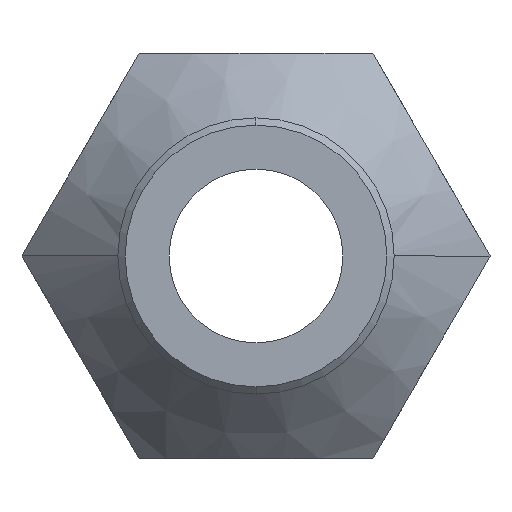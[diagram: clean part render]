
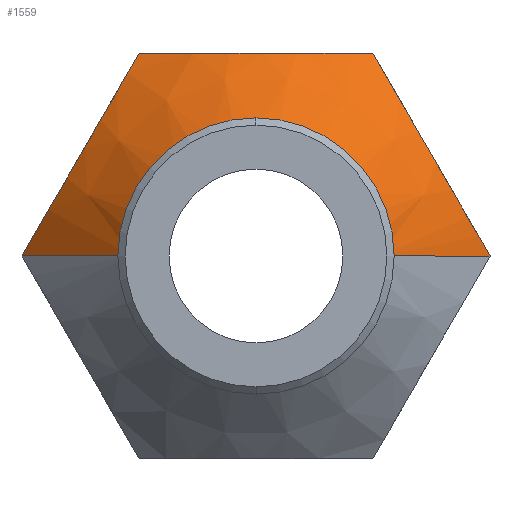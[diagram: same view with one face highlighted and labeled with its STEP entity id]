
A CAD part, front view. The second image highlights one B-rep face of the part: STEP entity #1559.
In plain terms, the highlighted conical face has half-angle 45 degrees and reference radius 4.3 mm.
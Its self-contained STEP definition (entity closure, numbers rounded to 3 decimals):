
#7 = CARTESIAN_POINT ( 'NONE',  ( -6.772, -13.266, 2.27 ) ) ;
#46 = CARTESIAN_POINT ( 'NONE',  ( -2.753, -12.884, 7. ) ) ;
#73 = CARTESIAN_POINT ( 'NONE',  ( -4.3, -16.1, 0. ) ) ;
#97 = CARTESIAN_POINT ( 'NONE',  ( -4.359, -12.635, 6.45 ) ) ;
#103 = CARTESIAN_POINT ( 'NONE',  ( -5.717, -13.401, 4.098 ) ) ;
#128 = ORIENTED_EDGE ( 'NONE', *, *, #1444, .F. ) ;
#134 = CARTESIAN_POINT ( 'NONE',  ( -8.083, -12.317, 0. ) ) ;
#155 = DIRECTION ( 'NONE',  ( 0.707, 0.707, 0. ) ) ;
#166 = CARTESIAN_POINT ( 'NONE',  ( -4.041, -12.317, 7. ) ) ;
#168 = B_SPLINE_CURVE_WITH_KNOTS ( 'NONE', 3,
 ( #1471, #1392, #675, #806, #7, #608, #843, #103, #655, #1363, #97, #836 ),
 .UNSPECIFIED., .F., .F.,
 ( 4, 2, 2, 2, 2, 4 ),
 ( 0., 0.002, 0.003, 0.004, 0.006, 0.008 ),
 .UNSPECIFIED. ) ;
#190 = DIRECTION ( 'NONE',  ( 0., -1., 0. ) ) ;
#197 = CARTESIAN_POINT ( 'NONE',  ( 3.729, -12.473, 7. ) ) ;
#198 = CARTESIAN_POINT ( 'NONE',  ( -1.401, -13.269, 7. ) ) ;
#207 = DIRECTION ( 'NONE',  ( 1., 0., 0. ) ) ;
#208 = CARTESIAN_POINT ( 'NONE',  ( 0., -16.1, 4.3 ) ) ;
#221 = VERTEX_POINT ( 'NONE', #1715 ) ;
#234 = CARTESIAN_POINT ( 'NONE',  ( 4.68, -12.901, 5.894 ) ) ;
#329 = VERTEX_POINT ( 'NONE', #690 ) ;
#334 = LINE ( 'NONE', #860, #1056 ) ;
#339 = VERTEX_POINT ( 'NONE', #208 ) ;
#342 = EDGE_CURVE ( 'NONE', #1365, #345, #684, .T. ) ;
#345 = VERTEX_POINT ( 'NONE', #1058 ) ;
#375 = CARTESIAN_POINT ( 'NONE',  ( 0., -16.1, 0. ) ) ;
#400 = CARTESIAN_POINT ( 'NONE',  ( 0., -16.1, 0. ) ) ;
#401 = DIRECTION ( 'NONE',  ( 0., 1., 0. ) ) ;
#419 = CARTESIAN_POINT ( 'NONE',  ( 5.182, -13.189, 5.025 ) ) ;
#443 = EDGE_CURVE ( 'NONE', #339, #221, #678, .T. ) ;
#564 = LINE ( 'NONE', #73, #759 ) ;
#574 = B_SPLINE_CURVE_WITH_KNOTS ( 'NONE', 3,
 ( #1169, #580, #234, #419, #1296, #1439, #1108, #931, #994, #1436, #1257, #1486 ),
 .UNSPECIFIED., .F., .F.,
 ( 4, 2, 2, 2, 2, 4 ),
 ( 0., 0.002, 0.003, 0.004, 0.006, 0.008 ),
 .UNSPECIFIED. ) ;
#580 = CARTESIAN_POINT ( 'NONE',  ( 4.357, -12.633, 6.453 ) ) ;
#608 = CARTESIAN_POINT ( 'NONE',  ( -6.425, -13.371, 2.872 ) ) ;
#618 = CARTESIAN_POINT ( 'NONE',  ( 0., -16.1, 0. ) ) ;
#633 = DIRECTION ( 'NONE',  ( -0.707, 0.707, 0. ) ) ;
#655 = CARTESIAN_POINT ( 'NONE',  ( -5.37, -13.295, 4.699 ) ) ;
#658 = ORIENTED_EDGE ( 'NONE', *, *, #695, .F. ) ;
#675 = CARTESIAN_POINT ( 'NONE',  ( -7.444, -12.901, 1.106 ) ) ;
#678 = CIRCLE ( 'NONE', #1221, 4.3 ) ;
#684 = B_SPLINE_CURVE_WITH_KNOTS ( 'NONE', 3,
 ( #166, #1557, #1386, #46, #1190, #1104, #198, #1404, #710, #1414, #1093, #1373, #1641, #1725, #197, #1198 ),
 .UNSPECIFIED., .F., .F.,
 ( 4, 2, 2, 2, 2, 2, 2, 4 ),
 ( 0.005, 0.006, 0.007, 0.008, 0.009, 0.011, 0.012, 0.013 ),
 .UNSPECIFIED. ) ;
#690 = CARTESIAN_POINT ( 'NONE',  ( 8.083, -12.317, 0. ) ) ;
#695 = EDGE_CURVE ( 'NONE', #345, #329, #574, .T. ) ;
#710 = CARTESIAN_POINT ( 'NONE',  ( -0.355, -13.4, 7. ) ) ;
#711 = EDGE_LOOP ( 'NONE', ( #1165, #1683, #658, #975, #1107, #128, #1047 ) ) ;
#759 = VECTOR ( 'NONE', #633, 1000. ) ;
#806 = CARTESIAN_POINT ( 'NONE',  ( -6.943, -13.189, 1.975 ) ) ;
#836 = CARTESIAN_POINT ( 'NONE',  ( -4.041, -12.317, 7. ) ) ;
#843 = CARTESIAN_POINT ( 'NONE',  ( -6.246, -13.399, 3.182 ) ) ;
#849 = DIRECTION ( 'NONE',  ( 1., 0., 0. ) ) ;
#851 = VERTEX_POINT ( 'NONE', #1205 ) ;
#860 = CARTESIAN_POINT ( 'NONE',  ( 4.3, -16.1, 0. ) ) ;
#901 = EDGE_CURVE ( 'NONE', #851, #339, #1670, .T. ) ;
#930 = EDGE_CURVE ( 'NONE', #851, #329, #334, .T. ) ;
#931 = CARTESIAN_POINT ( 'NONE',  ( 6.408, -13.401, 2.902 ) ) ;
#961 = CARTESIAN_POINT ( 'NONE',  ( -4.041, -12.317, 7. ) ) ;
#975 = ORIENTED_EDGE ( 'NONE', *, *, #342, .F. ) ;
#994 = CARTESIAN_POINT ( 'NONE',  ( 6.754, -13.295, 2.301 ) ) ;
#1047 = ORIENTED_EDGE ( 'NONE', *, *, #443, .F. ) ;
#1056 = VECTOR ( 'NONE', #155, 1000. ) ;
#1058 = CARTESIAN_POINT ( 'NONE',  ( 4.041, -12.317, 7. ) ) ;
#1070 = AXIS2_PLACEMENT_3D ( 'NONE', #400, #401, #1337 ) ;
#1093 = CARTESIAN_POINT ( 'NONE',  ( 1.404, -13.29, 7. ) ) ;
#1104 = CARTESIAN_POINT ( 'NONE',  ( -1.743, -13.194, 7. ) ) ;
#1107 = ORIENTED_EDGE ( 'NONE', *, *, #1575, .F. ) ;
#1108 = CARTESIAN_POINT ( 'NONE',  ( 5.878, -13.399, 3.818 ) ) ;
#1154 = DIRECTION ( 'NONE',  ( 0., -1., 0. ) ) ;
#1165 = ORIENTED_EDGE ( 'NONE', *, *, #901, .F. ) ;
#1169 = CARTESIAN_POINT ( 'NONE',  ( 4.041, -12.317, 7. ) ) ;
#1190 = CARTESIAN_POINT ( 'NONE',  ( -2.418, -13.001, 7. ) ) ;
#1198 = CARTESIAN_POINT ( 'NONE',  ( 4.041, -12.317, 7. ) ) ;
#1205 = CARTESIAN_POINT ( 'NONE',  ( 4.3, -16.1, 0. ) ) ;
#1221 = AXIS2_PLACEMENT_3D ( 'NONE', #375, #190, #207 ) ;
#1229 = VERTEX_POINT ( 'NONE', #134 ) ;
#1251 = CONICAL_SURFACE ( 'NONE', #1070, 4.3, 0.785 ) ;
#1257 = CARTESIAN_POINT ( 'NONE',  ( 7.765, -12.635, 0.55 ) ) ;
#1266 = FACE_OUTER_BOUND ( 'NONE', #711, .T. ) ;
#1296 = CARTESIAN_POINT ( 'NONE',  ( 5.352, -13.266, 4.73 ) ) ;
#1337 = DIRECTION ( 'NONE',  ( -1., 0., 0. ) ) ;
#1363 = CARTESIAN_POINT ( 'NONE',  ( -4.686, -12.907, 5.883 ) ) ;
#1365 = VERTEX_POINT ( 'NONE', #961 ) ;
#1373 = CARTESIAN_POINT ( 'NONE',  ( 2.42, -13.001, 7. ) ) ;
#1386 = CARTESIAN_POINT ( 'NONE',  ( -3.409, -12.62, 7. ) ) ;
#1392 = CARTESIAN_POINT ( 'NONE',  ( -7.767, -12.633, 0.547 ) ) ;
#1404 = CARTESIAN_POINT ( 'NONE',  ( -0.708, -13.373, 7. ) ) ;
#1414 = CARTESIAN_POINT ( 'NONE',  ( 0.712, -13.4, 7. ) ) ;
#1436 = CARTESIAN_POINT ( 'NONE',  ( 7.438, -12.907, 1.117 ) ) ;
#1439 = CARTESIAN_POINT ( 'NONE',  ( 5.699, -13.371, 4.128 ) ) ;
#1444 = EDGE_CURVE ( 'NONE', #221, #1229, #564, .T. ) ;
#1471 = CARTESIAN_POINT ( 'NONE',  ( -8.083, -12.317, 0. ) ) ;
#1486 = CARTESIAN_POINT ( 'NONE',  ( 8.083, -12.317, 0. ) ) ;
#1557 = CARTESIAN_POINT ( 'NONE',  ( -3.728, -12.474, 7. ) ) ;
#1559 = ADVANCED_FACE ( 'NONE', ( #1266 ), #1251, .T. ) ;
#1575 = EDGE_CURVE ( 'NONE', #1229, #1365, #168, .T. ) ;
#1641 = CARTESIAN_POINT ( 'NONE',  ( 2.756, -12.883, 7. ) ) ;
#1670 = CIRCLE ( 'NONE', #1763, 4.3 ) ;
#1683 = ORIENTED_EDGE ( 'NONE', *, *, #930, .T. ) ;
#1715 = CARTESIAN_POINT ( 'NONE',  ( -4.3, -16.1, 0. ) ) ;
#1725 = CARTESIAN_POINT ( 'NONE',  ( 3.41, -12.619, 7. ) ) ;
#1763 = AXIS2_PLACEMENT_3D ( 'NONE', #618, #1154, #849 ) ;
